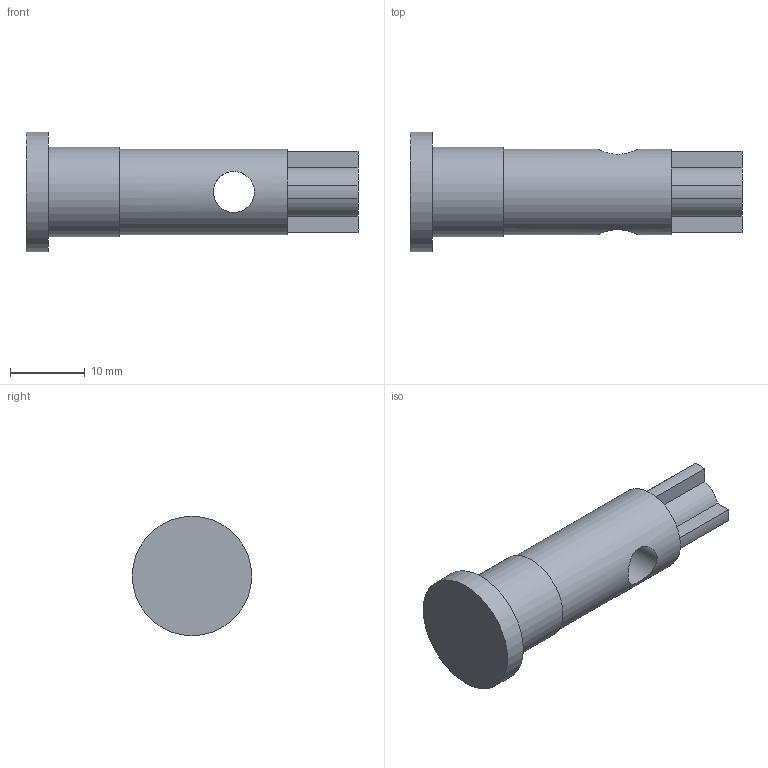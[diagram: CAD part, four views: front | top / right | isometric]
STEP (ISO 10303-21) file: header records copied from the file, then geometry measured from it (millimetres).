
FILE_DESCRIPTION(/* description */ (''),/* implementation_level */ '2;1');
FILE_NAME(/* name */ 'ADM_SHAFT.stp',/* time_stamp */ '2024-10-18T18:03:26-05:00',/* author */ ('yulio'),/* organization */ (''),/* preprocessor_version */ 'ST-DEVELOPER v20',/* originating_system */ 'Autodesk Inventor 2024',/* authorisation */ '');
FILE_SCHEMA (('AUTOMOTIVE_DESIGN { 1 0 10303 214 3 1 1 }'));
Length unit declared in the file: millimetre
Products named in the file (1): Eje trasero
Bounding box: 44.5 x 16 x 16 mm (x, y, z)
Volume: 4156.9 mm3; surface area: 2357.1 mm2
Topology: 1 solids, 2 shells, 39 faces, 98 edges, 66 vertices
Faces by surface type: plane 27, cylinder 12
Full cylindrical faces by diameter (mm): 5.5 x1, 11.5 x1, 12 x1, 16 x1
Entity records: 1275 total; most frequent: CARTESIAN_POINT 272, ORIENTED_EDGE 196, DIRECTION 196, EDGE_CURVE 98, LINE 72, VECTOR 72, VERTEX_POINT 66, AXIS2_PLACEMENT_3D 62
